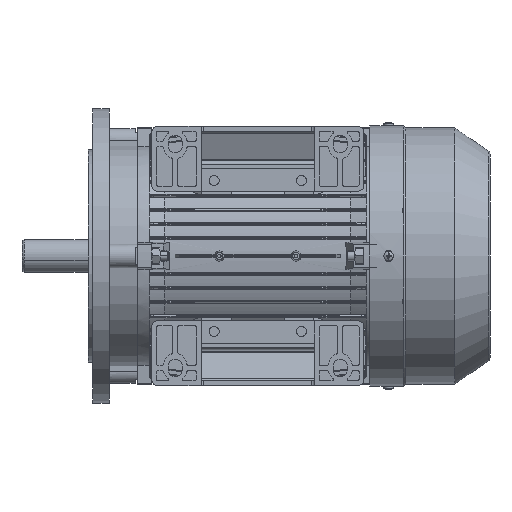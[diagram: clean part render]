
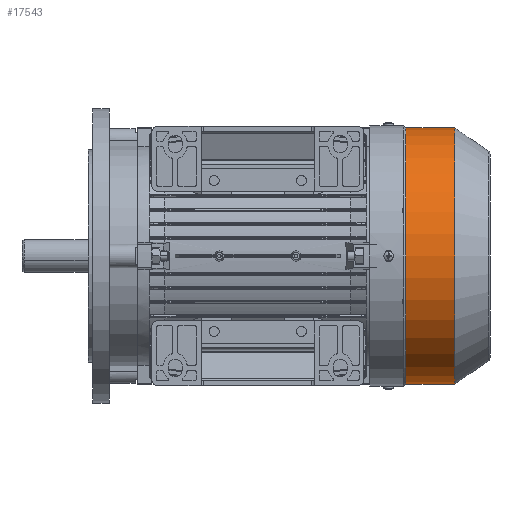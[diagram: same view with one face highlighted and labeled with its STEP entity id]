
A CAD part, front view. The second image highlights one B-rep face of the part: STEP entity #17543.
In plain terms, the highlighted cylindrical face has radius 108.7 mm (diameter 217.4 mm), a partial arc.
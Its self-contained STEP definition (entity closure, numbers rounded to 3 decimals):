
#17389 = VERTEX_POINT ( 'NONE', #106235 ) ;
#17433 = EDGE_CURVE ( 'NONE', #17463, #17451, #106531, .T. ) ;
#17437 = EDGE_CURVE ( 'NONE', #17462, #17389, #106790, .T. ) ;
#17451 = VERTEX_POINT ( 'NONE', #106672 ) ;
#17462 = VERTEX_POINT ( 'NONE', #106860 ) ;
#17463 = VERTEX_POINT ( 'NONE', #106854 ) ;
#17520 = EDGE_CURVE ( 'NONE', #17451, #17389, #107406, .T. ) ;
#17541 = EDGE_CURVE ( 'NONE', #17463, #17462, #107541, .T. ) ;
#17543 = ADVANCED_FACE ( 'NONE', ( #107806 ), #107786, .T. ) ;
#17545 = EDGE_LOOP ( 'NONE', ( #17546, #17547, #17548, #17549 ) ) ;
#17546 = ORIENTED_EDGE ( 'NONE', *, *, #17433, .F. ) ;
#17547 = ORIENTED_EDGE ( 'NONE', *, *, #17541, .T. ) ;
#17548 = ORIENTED_EDGE ( 'NONE', *, *, #17437, .T. ) ;
#17549 = ORIENTED_EDGE ( 'NONE', *, *, #17520, .F. ) ;
#106235 = CARTESIAN_POINT ( 'NONE',  ( 30.451, 0., 108.7 ) ) ;
#106531 = LINE ( 'NONE', #106800, #106796 ) ;
#106672 = CARTESIAN_POINT ( 'NONE',  ( 30.451, 0., -108.7 ) ) ;
#106783 = DIRECTION ( 'NONE',  ( -1., 0., 0. ) ) ;
#106785 = VECTOR ( 'NONE', #106783, 1000. ) ;
#106787 = CARTESIAN_POINT ( 'NONE',  ( 0., 0., 108.7 ) ) ;
#106790 = LINE ( 'NONE', #106787, #106785 ) ;
#106794 = DIRECTION ( 'NONE',  ( -1., 0., 0. ) ) ;
#106796 = VECTOR ( 'NONE', #106794, 1000. ) ;
#106800 = CARTESIAN_POINT ( 'NONE',  ( 0., 0., -108.7 ) ) ;
#106854 = CARTESIAN_POINT ( 'NONE',  ( 72., 0., -108.7 ) ) ;
#106860 = CARTESIAN_POINT ( 'NONE',  ( 72., 0., 108.7 ) ) ;
#107395 = DIRECTION ( 'NONE',  ( 0., 0., 1. ) ) ;
#107397 = DIRECTION ( 'NONE',  ( -1., 0., 0. ) ) ;
#107400 = CARTESIAN_POINT ( 'NONE',  ( 30.451, 0., 0. ) ) ;
#107403 = AXIS2_PLACEMENT_3D ( 'NONE', #107400, #107397, #107395 ) ;
#107406 = CIRCLE ( 'NONE', #107403, 108.7 ) ;
#107536 = CARTESIAN_POINT ( 'NONE',  ( 72., 0., 0. ) ) ;
#107537 = AXIS2_PLACEMENT_3D ( 'NONE', #107536, #107830, #107827 ) ;
#107541 = CIRCLE ( 'NONE', #107537, 108.7 ) ;
#107772 = DIRECTION ( 'NONE',  ( 0., 0., 1. ) ) ;
#107776 = DIRECTION ( 'NONE',  ( -1., 0., 0. ) ) ;
#107780 = CARTESIAN_POINT ( 'NONE',  ( 0., 0., 0. ) ) ;
#107782 = AXIS2_PLACEMENT_3D ( 'NONE', #107780, #107776, #107772 ) ;
#107786 = CYLINDRICAL_SURFACE ( 'NONE', #107782, 108.7 ) ;
#107806 = FACE_OUTER_BOUND ( 'NONE', #17545, .T. ) ;
#107827 = DIRECTION ( 'NONE',  ( 0., 0., 1. ) ) ;
#107830 = DIRECTION ( 'NONE',  ( -1., 0., 0. ) ) ;
